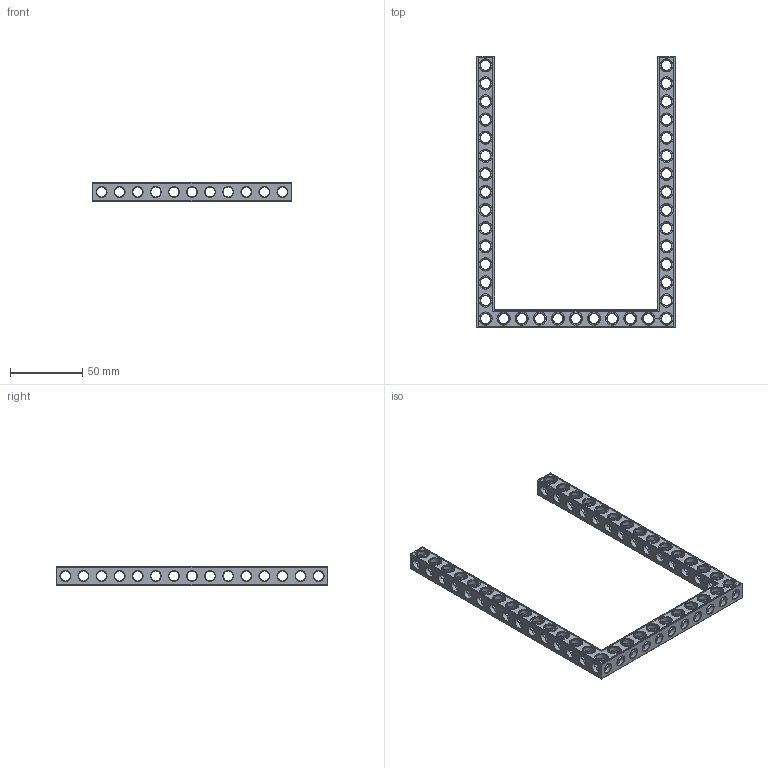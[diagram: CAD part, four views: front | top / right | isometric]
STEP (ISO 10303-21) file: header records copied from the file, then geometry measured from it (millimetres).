
FILE_DESCRIPTION(('FreeCAD Model'),'2;1');
FILE_NAME('Open CASCADE Shape Model','2022-02-26T15:31:06',('Author'),( ''),'Open CASCADE STEP processor 7.5','FreeCAD','Unknown');
FILE_SCHEMA(('AUTOMOTIVE_DESIGN { 1 0 10303 214 1 1 1 1 }'));
Products named in the file (1): Beam AGD ESS USH SYM BU11x15x01 - SPN-BEM-0474 (stemfie.org)
Bounding box: 137.5 x 187.5 x 12.5 mm (x, y, z)
Volume: 38111.6 mm3; surface area: 34022.4 mm2
Topology: 1 solids, 1 shells, 922 faces, 2814 edges, 1811 vertices
Faces by surface type: plane 431, cylinder 235, cone 158, extrusion 98
Full cylindrical faces by diameter (mm): 6.98 x32, 7 x164, 9.2 x39
Entity records: 215627 total; most frequent: CARTESIAN_POINT 162862, DIRECTION 8714, ORIENTED_EDGE 5628, PCURVE 5628, DEFINITIONAL_REPRESENTATION 5628, VECTOR 5329, LINE 5231, EDGE_CURVE 2814
